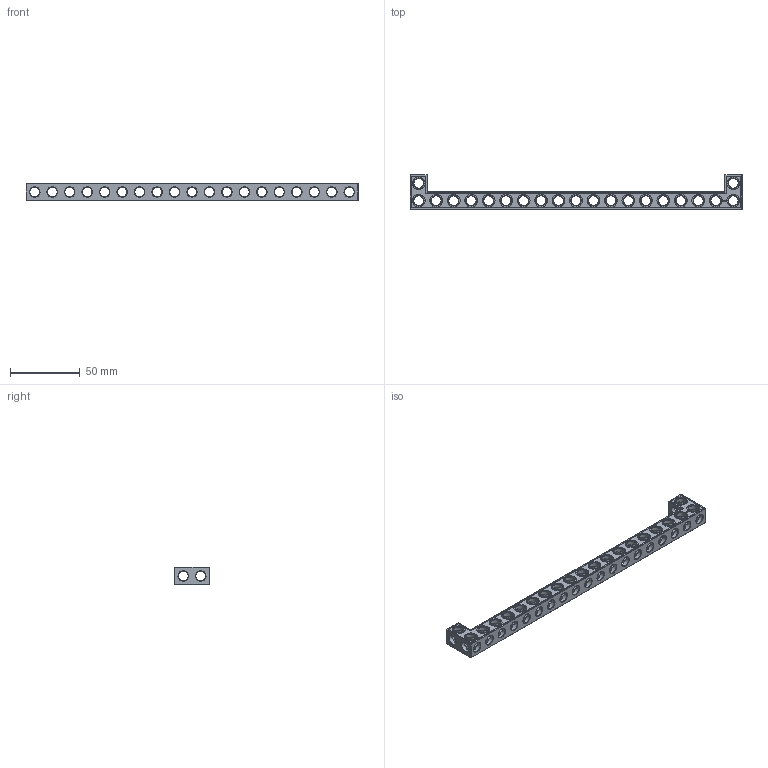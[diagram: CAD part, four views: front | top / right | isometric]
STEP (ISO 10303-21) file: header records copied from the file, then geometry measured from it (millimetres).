
FILE_DESCRIPTION(('FreeCAD Model'),'2;1');
FILE_NAME('Open CASCADE Shape Model','2022-03-06T23:10:41',('Author'),( ''),'Open CASCADE STEP processor 7.5','FreeCAD','Unknown');
FILE_SCHEMA(('AUTOMOTIVE_DESIGN { 1 0 10303 214 1 1 1 1 }'));
Products named in the file (1): Beam AGD ESS USH SYM BU19x02x01 - SPN-BEM-0613 (stemfie.org)
Bounding box: 237.5 x 25 x 12.5 mm (x, y, z)
Volume: 20503.8 mm3; surface area: 18417.1 mm2
Topology: 1 solids, 1 shells, 784 faces, 2342 edges, 1530 vertices
Faces by surface type: plane 397, extrusion 174, cylinder 127, cone 86
Full cylindrical faces by diameter (mm): 6.98 x6, 7 x100, 9.2 x21
Entity records: 73404 total; most frequent: CARTESIAN_POINT 29201, DIRECTION 7266, VECTOR 4777, ORIENTED_EDGE 4684, PCURVE 4684, DEFINITIONAL_REPRESENTATION 4684, LINE 4603, EDGE_CURVE 2342
